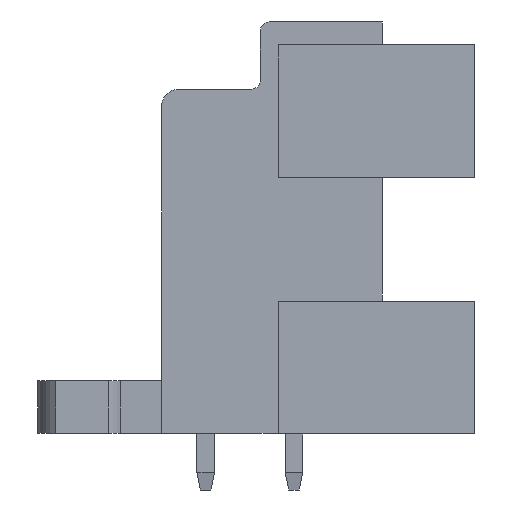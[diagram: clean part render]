
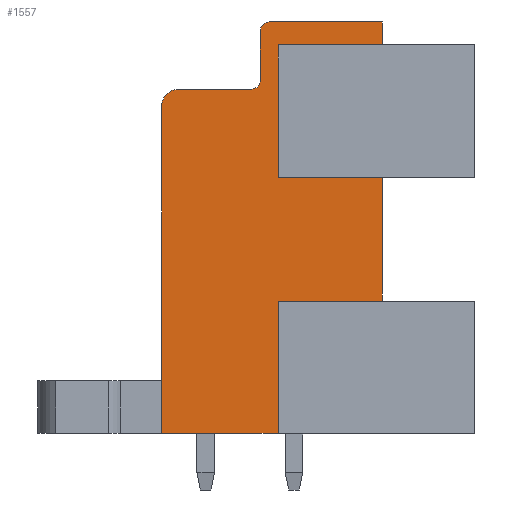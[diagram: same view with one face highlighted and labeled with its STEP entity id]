
A CAD part, left-side view. The second image highlights one B-rep face of the part: STEP entity #1557.
In plain terms, the highlighted planar face has unit normal (-1, 0, 0).
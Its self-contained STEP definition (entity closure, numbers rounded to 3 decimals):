
#105=AXIS2_PLACEMENT_3D('Plane Axis2P3D',#102,#103,#104) ;
#1294=AXIS2_PLACEMENT_3D('Circle Axis2P3D',#1292,#1293,$) ;
#1342=AXIS2_PLACEMENT_3D('Circle Axis2P3D',#1340,#1341,$) ;
#1390=AXIS2_PLACEMENT_3D('Circle Axis2P3D',#1388,#1389,$) ;
#36=CARTESIAN_POINT('Line Origine',(0.7,11.1,6.95)) ;
#40=CARTESIAN_POINT('Vertex',(0.7,11.1,10.7)) ;
#42=CARTESIAN_POINT('Vertex',(0.7,11.1,3.2)) ;
#102=CARTESIAN_POINT('Axis2P3D Location',(0.7,0.,0.)) ;
#142=CARTESIAN_POINT('Line Origine',(0.7,11.1,21.45)) ;
#146=CARTESIAN_POINT('Vertex',(0.7,11.1,25.2)) ;
#148=CARTESIAN_POINT('Vertex',(0.7,11.1,17.7)) ;
#794=CARTESIAN_POINT('Vertex',(0.7,5.2,17.7)) ;
#797=CARTESIAN_POINT('Line Origine',(0.7,5.2,14.2)) ;
#801=CARTESIAN_POINT('Vertex',(0.7,5.2,10.7)) ;
#1234=CARTESIAN_POINT('Vertex',(0.7,5.2,26.5)) ;
#1237=CARTESIAN_POINT('Line Origine',(0.7,5.2,25.85)) ;
#1241=CARTESIAN_POINT('Vertex',(0.7,5.2,25.2)) ;
#1265=CARTESIAN_POINT('Vertex',(0.7,11.6,26.5)) ;
#1268=CARTESIAN_POINT('Line Origine',(0.7,8.4,26.5)) ;
#1289=CARTESIAN_POINT('Vertex',(0.7,12.1,26.)) ;
#1292=CARTESIAN_POINT('Axis2P3D Location',(0.7,11.6,26.)) ;
#1313=CARTESIAN_POINT('Vertex',(0.7,12.1,23.2)) ;
#1316=CARTESIAN_POINT('Line Origine',(0.7,12.1,24.6)) ;
#1337=CARTESIAN_POINT('Vertex',(0.7,12.6,22.7)) ;
#1340=CARTESIAN_POINT('Axis2P3D Location',(0.7,12.6,23.2)) ;
#1361=CARTESIAN_POINT('Vertex',(0.7,16.7,22.7)) ;
#1364=CARTESIAN_POINT('Line Origine',(0.7,14.65,22.7)) ;
#1385=CARTESIAN_POINT('Vertex',(0.7,17.7,21.7)) ;
#1388=CARTESIAN_POINT('Axis2P3D Location',(0.7,16.7,21.7)) ;
#1467=CARTESIAN_POINT('Vertex',(0.7,17.7,3.2)) ;
#1470=CARTESIAN_POINT('Line Origine',(0.7,17.7,12.45)) ;
#1520=CARTESIAN_POINT('Line Origine',(0.7,8.15,17.7)) ;
#1525=CARTESIAN_POINT('Line Origine',(0.7,8.15,25.2)) ;
#1530=CARTESIAN_POINT('Line Origine',(0.7,14.4,3.2)) ;
#1535=CARTESIAN_POINT('Line Origine',(0.7,8.15,10.7)) ;
#37=DIRECTION('Vector Direction',(0.,0.,1.)) ;
#103=DIRECTION('Axis2P3D Direction',(-1.,0.,0.)) ;
#104=DIRECTION('Axis2P3D XDirection',(0.,-1.,0.)) ;
#143=DIRECTION('Vector Direction',(0.,0.,1.)) ;
#798=DIRECTION('Vector Direction',(0.,0.,-1.)) ;
#1238=DIRECTION('Vector Direction',(0.,0.,-1.)) ;
#1269=DIRECTION('Vector Direction',(0.,-1.,0.)) ;
#1293=DIRECTION('Axis2P3D Direction',(-1.,0.,0.)) ;
#1317=DIRECTION('Vector Direction',(0.,0.,1.)) ;
#1341=DIRECTION('Axis2P3D Direction',(-1.,0.,0.)) ;
#1365=DIRECTION('Vector Direction',(0.,-1.,0.)) ;
#1389=DIRECTION('Axis2P3D Direction',(-1.,0.,0.)) ;
#1471=DIRECTION('Vector Direction',(0.,0.,1.)) ;
#1521=DIRECTION('Vector Direction',(0.,1.,0.)) ;
#1526=DIRECTION('Vector Direction',(0.,-1.,0.)) ;
#1531=DIRECTION('Vector Direction',(0.,1.,0.)) ;
#1536=DIRECTION('Vector Direction',(0.,-1.,0.)) ;
#38=VECTOR('Line Direction',#37,1.) ;
#144=VECTOR('Line Direction',#143,1.) ;
#799=VECTOR('Line Direction',#798,1.) ;
#1239=VECTOR('Line Direction',#1238,1.) ;
#1270=VECTOR('Line Direction',#1269,1.) ;
#1318=VECTOR('Line Direction',#1317,1.) ;
#1366=VECTOR('Line Direction',#1365,1.) ;
#1472=VECTOR('Line Direction',#1471,1.) ;
#1522=VECTOR('Line Direction',#1521,1.) ;
#1527=VECTOR('Line Direction',#1526,1.) ;
#1532=VECTOR('Line Direction',#1531,1.) ;
#1537=VECTOR('Line Direction',#1536,1.) ;
#1541=ORIENTED_EDGE('',*,*,#1524,.F.) ;
#1542=ORIENTED_EDGE('',*,*,#150,.F.) ;
#1543=ORIENTED_EDGE('',*,*,#1529,.F.) ;
#1544=ORIENTED_EDGE('',*,*,#1243,.T.) ;
#1545=ORIENTED_EDGE('',*,*,#1272,.T.) ;
#1546=ORIENTED_EDGE('',*,*,#1296,.T.) ;
#1547=ORIENTED_EDGE('',*,*,#1320,.T.) ;
#1548=ORIENTED_EDGE('',*,*,#1344,.T.) ;
#1549=ORIENTED_EDGE('',*,*,#1368,.T.) ;
#1550=ORIENTED_EDGE('',*,*,#1392,.T.) ;
#1551=ORIENTED_EDGE('',*,*,#1474,.T.) ;
#1552=ORIENTED_EDGE('',*,*,#1534,.T.) ;
#1553=ORIENTED_EDGE('',*,*,#44,.F.) ;
#1554=ORIENTED_EDGE('',*,*,#1539,.F.) ;
#1555=ORIENTED_EDGE('',*,*,#803,.T.) ;
#1557=ADVANCED_FACE('Housing',(#1556),#106,.T.) ;
#1295=CIRCLE('generated circle',#1294,0.5) ;
#1343=CIRCLE('generated circle',#1342,0.5) ;
#1391=CIRCLE('generated circle',#1390,1.) ;
#44=EDGE_CURVE('',#41,#43,#39,.F.) ;
#150=EDGE_CURVE('',#147,#149,#145,.F.) ;
#803=EDGE_CURVE('',#802,#795,#800,.F.) ;
#1243=EDGE_CURVE('',#1242,#1235,#1240,.F.) ;
#1272=EDGE_CURVE('',#1235,#1266,#1271,.F.) ;
#1296=EDGE_CURVE('',#1266,#1290,#1295,.T.) ;
#1320=EDGE_CURVE('',#1290,#1314,#1319,.F.) ;
#1344=EDGE_CURVE('',#1314,#1338,#1343,.F.) ;
#1368=EDGE_CURVE('',#1338,#1362,#1367,.F.) ;
#1392=EDGE_CURVE('',#1362,#1386,#1391,.T.) ;
#1474=EDGE_CURVE('',#1386,#1468,#1473,.F.) ;
#1524=EDGE_CURVE('',#149,#795,#1523,.F.) ;
#1529=EDGE_CURVE('',#1242,#147,#1528,.F.) ;
#1534=EDGE_CURVE('',#1468,#43,#1533,.F.) ;
#1539=EDGE_CURVE('',#802,#41,#1538,.F.) ;
#1540=EDGE_LOOP('',(#1541,#1542,#1543,#1544,#1545,#1546,#1547,#1548,#1549,#1550,#1551,#1552,#1553,#1554,#1555)) ;
#1556=FACE_OUTER_BOUND('',#1540,.T.) ;
#39=LINE('Line',#36,#38) ;
#145=LINE('Line',#142,#144) ;
#800=LINE('Line',#797,#799) ;
#1240=LINE('Line',#1237,#1239) ;
#1271=LINE('Line',#1268,#1270) ;
#1319=LINE('Line',#1316,#1318) ;
#1367=LINE('Line',#1364,#1366) ;
#1473=LINE('Line',#1470,#1472) ;
#1523=LINE('Line',#1520,#1522) ;
#1528=LINE('Line',#1525,#1527) ;
#1533=LINE('Line',#1530,#1532) ;
#1538=LINE('Line',#1535,#1537) ;
#106=PLANE('',#105) ;
#41=VERTEX_POINT('',#40) ;
#43=VERTEX_POINT('',#42) ;
#147=VERTEX_POINT('',#146) ;
#149=VERTEX_POINT('',#148) ;
#795=VERTEX_POINT('',#794) ;
#802=VERTEX_POINT('',#801) ;
#1235=VERTEX_POINT('',#1234) ;
#1242=VERTEX_POINT('',#1241) ;
#1266=VERTEX_POINT('',#1265) ;
#1290=VERTEX_POINT('',#1289) ;
#1314=VERTEX_POINT('',#1313) ;
#1338=VERTEX_POINT('',#1337) ;
#1362=VERTEX_POINT('',#1361) ;
#1386=VERTEX_POINT('',#1385) ;
#1468=VERTEX_POINT('',#1467) ;
